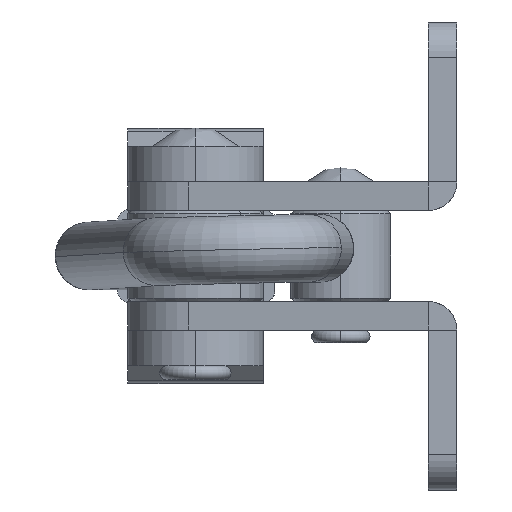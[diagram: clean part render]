
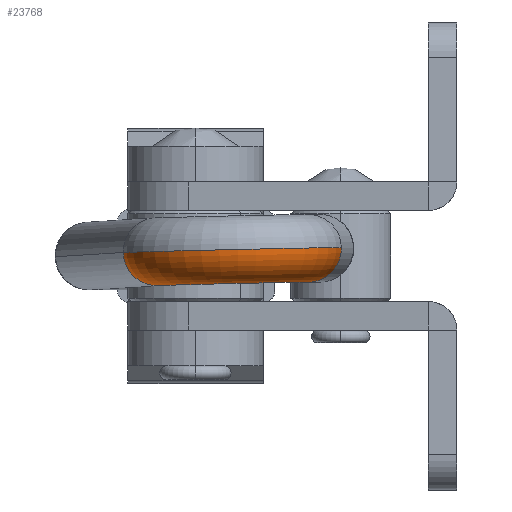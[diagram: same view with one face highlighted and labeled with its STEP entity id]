
A CAD part, left-side view. The second image highlights one B-rep face of the part: STEP entity #23768.
In plain terms, the highlighted toroidal (fillet/blend) face has major radius 10.75 mm and minor radius 4.75 mm.
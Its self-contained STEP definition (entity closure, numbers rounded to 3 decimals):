
#566 = DIRECTION ( 'NONE',  ( 0., 0., 1. ) ) ;
#1473 = EDGE_LOOP ( 'NONE', ( #31258, #34311, #14513, #22490, #24022 ) ) ;
#2228 = DIRECTION ( 'NONE',  ( 0., 0., 1. ) ) ;
#3088 = CIRCLE ( 'NONE', #36594, 4.75 ) ;
#5252 = CARTESIAN_POINT ( 'NONE',  ( 0., 0., 0. ) ) ;
#5539 = AXIS2_PLACEMENT_3D ( 'NONE', #34528, #17506, #566 ) ;
#6433 = EDGE_CURVE ( 'NONE', #6532, #26456, #7539, .T. ) ;
#6532 = VERTEX_POINT ( 'NONE', #33738 ) ;
#6827 = CIRCLE ( 'NONE', #21287, 4.75 ) ;
#6993 = DIRECTION ( 'NONE',  ( -0.956, -0.294, 0. ) ) ;
#7539 = CIRCLE ( 'NONE', #11169, 15.5 ) ;
#8071 = DIRECTION ( 'NONE',  ( 1., 0., 0. ) ) ;
#9733 = FACE_OUTER_BOUND ( 'NONE', #1473, .T. ) ;
#9983 = CARTESIAN_POINT ( 'NONE',  ( -1.764, 5.735, 0. ) ) ;
#10290 = AXIS2_PLACEMENT_3D ( 'NONE', #28963, #11905, #31790 ) ;
#10307 = VERTEX_POINT ( 'NONE', #14615 ) ;
#11169 = AXIS2_PLACEMENT_3D ( 'NONE', #5252, #25098, #8071 ) ;
#11905 = DIRECTION ( 'NONE',  ( 0., 0., 1. ) ) ;
#12739 = CIRCLE ( 'NONE', #10290, 6. ) ;
#12863 = CARTESIAN_POINT ( 'NONE',  ( 0., -15.5, 0. ) ) ;
#14304 = CIRCLE ( 'NONE', #5539, 4.75 ) ;
#14513 = ORIENTED_EDGE ( 'NONE', *, *, #17516, .T. ) ;
#14615 = CARTESIAN_POINT ( 'NONE',  ( 0., -10.75, -4.75 ) ) ;
#15487 = DIRECTION ( 'NONE',  ( 1., 0., 0. ) ) ;
#16197 = EDGE_CURVE ( 'NONE', #26456, #10307, #3088, .T. ) ;
#17506 = DIRECTION ( 'NONE',  ( 1., 0., 0. ) ) ;
#17516 = EDGE_CURVE ( 'NONE', #33106, #32286, #12739, .T. ) ;
#19309 = DIRECTION ( 'NONE',  ( 1., 0., 0. ) ) ;
#20129 = EDGE_CURVE ( 'NONE', #6532, #33106, #6827, .T. ) ;
#21287 = AXIS2_PLACEMENT_3D ( 'NONE', #23984, #6993, #26882 ) ;
#22490 = ORIENTED_EDGE ( 'NONE', *, *, #32302, .F. ) ;
#23768 = ADVANCED_FACE ( 'NONE', ( #9733 ), #30651, .T. ) ;
#23984 = CARTESIAN_POINT ( 'NONE',  ( -3.161, 10.275, 0. ) ) ;
#24022 = ORIENTED_EDGE ( 'NONE', *, *, #16197, .F. ) ;
#24961 = AXIS2_PLACEMENT_3D ( 'NONE', #30639, #2228, #19309 ) ;
#25098 = DIRECTION ( 'NONE',  ( 0., 0., 1. ) ) ;
#26014 = CARTESIAN_POINT ( 'NONE',  ( 0., -6., 0. ) ) ;
#26456 = VERTEX_POINT ( 'NONE', #12863 ) ;
#26882 = DIRECTION ( 'NONE',  ( 0., 0., 1. ) ) ;
#28963 = CARTESIAN_POINT ( 'NONE',  ( 0., 0., 0. ) ) ;
#30639 = CARTESIAN_POINT ( 'NONE',  ( 0., 0., 0. ) ) ;
#30651 = TOROIDAL_SURFACE ( 'NONE', #24961, 10.75, 4.75 ) ;
#31258 = ORIENTED_EDGE ( 'NONE', *, *, #6433, .F. ) ;
#31790 = DIRECTION ( 'NONE',  ( 1., 0., 0. ) ) ;
#32286 = VERTEX_POINT ( 'NONE', #26014 ) ;
#32302 = EDGE_CURVE ( 'NONE', #10307, #32286, #14304, .T. ) ;
#32512 = CARTESIAN_POINT ( 'NONE',  ( 0., -10.75, 0. ) ) ;
#33106 = VERTEX_POINT ( 'NONE', #9983 ) ;
#33738 = CARTESIAN_POINT ( 'NONE',  ( -4.558, 14.815, 0. ) ) ;
#34311 = ORIENTED_EDGE ( 'NONE', *, *, #20129, .T. ) ;
#34528 = CARTESIAN_POINT ( 'NONE',  ( 0., -10.75, 0. ) ) ;
#35382 = DIRECTION ( 'NONE',  ( 0., 0., 1. ) ) ;
#36594 = AXIS2_PLACEMENT_3D ( 'NONE', #32512, #15487, #35382 ) ;
